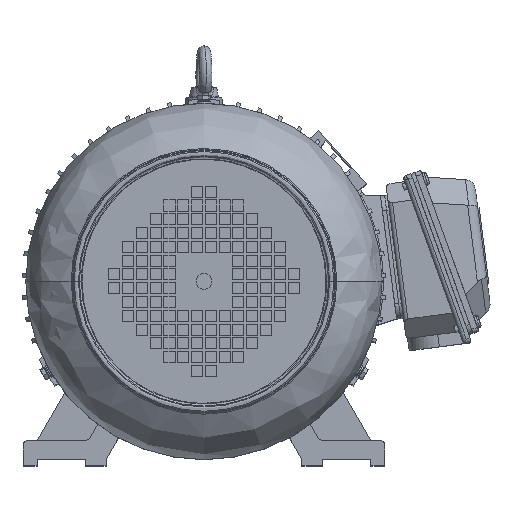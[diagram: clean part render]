
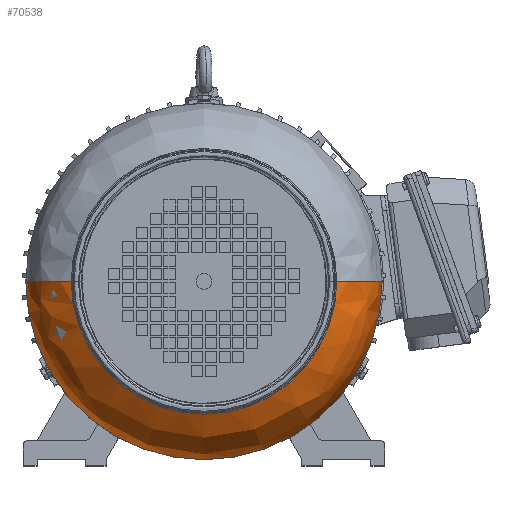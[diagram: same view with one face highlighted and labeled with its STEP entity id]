
A CAD part, top view. The second image highlights one B-rep face of the part: STEP entity #70538.
In plain terms, the highlighted free-form (B-spline) face has degree [3, 3] with [4, 4] control points.
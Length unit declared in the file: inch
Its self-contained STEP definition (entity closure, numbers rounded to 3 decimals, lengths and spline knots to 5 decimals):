
#2772 = ORIENTED_EDGE ( 'NONE', *, *, #48655, .F. ) ;
#4673 = CARTESIAN_POINT ( 'NONE',  ( 0.58742, 0.92337, 6.98661 ) ) ;
#6952 = CARTESIAN_POINT ( 'NONE',  ( -7.08111, 0.92337, 8.56032 ) ) ;
#7621 = CARTESIAN_POINT ( 'NONE',  ( -7.57006, -9.24986, 6.98661 ) ) ;
#7924 = CIRCLE ( 'NONE', #79550, 2.01575 ) ;
#9584 = CARTESIAN_POINT ( 'NONE',  ( -6.27539, 0.92337, 8.86897 ) ) ;
#10507 = DIRECTION ( 'NONE',  ( 0., 1., 0. ) ) ;
#13095 = FACE_OUTER_BOUND ( 'NONE', #71194, .T. ) ;
#14683 = CARTESIAN_POINT ( 'NONE',  ( 1.3085, -6.66051, 8.86897 ) ) ;
#15005 = CARTESIAN_POINT ( 'NONE',  ( -7.08111, -8.27196, 8.56032 ) ) ;
#18520 = ORIENTED_EDGE ( 'NONE', *, *, #73581, .F. ) ;
#18893 = CARTESIAN_POINT ( 'NONE',  ( -2.48345, 0.92337, 8.86897 ) ) ;
#23054 = CARTESIAN_POINT ( 'NONE',  ( -7.57006, 0.92337, 7.84942 ) ) ;
#28161 = VERTEX_POINT ( 'NONE', #57428 ) ;
#28960 = DIRECTION ( 'NONE',  ( -1., 0., 0. ) ) ;
#29131 = CARTESIAN_POINT ( 'NONE',  ( -6.27539, 0.92337, 8.86897 ) ) ;
#29785 = CARTESIAN_POINT ( 'NONE',  ( -7.57006, -9.24986, 7.84942 ) ) ;
#32681 = CARTESIAN_POINT ( 'NONE',  ( -5.55431, 0.92337, 6.98661 ) ) ;
#34269 = ORIENTED_EDGE ( 'NONE', *, *, #46938, .T. ) ;
#34755 = DIRECTION ( 'NONE',  ( 0., 0., -1. ) ) ;
#34762 = CIRCLE ( 'NONE', #52455, 2.01575 ) ;
#35090 = CARTESIAN_POINT ( 'NONE',  ( -2.48345, 0.92337, 6.98661 ) ) ;
#35214 = CIRCLE ( 'NONE', #86794, 5.08661 ) ;
#36695 = VERTEX_POINT ( 'NONE', #43402 ) ;
#36814 = CARTESIAN_POINT ( 'NONE',  ( 2.60317, -9.24986, 6.98661 ) ) ;
#43402 = CARTESIAN_POINT ( 'NONE',  ( 2.60317, 0.92337, 6.98661 ) ) ;
#45236 = CARTESIAN_POINT ( 'NONE',  ( 2.11422, 0.92337, 8.56032 ) ) ;
#46938 = EDGE_CURVE ( 'NONE', #98274, #71414, #48542, .T. ) ;
#47600 = EDGE_CURVE ( 'NONE', #36695, #98274, #34762, .T. ) ;
#48496 = DIRECTION ( 'NONE',  ( -1., 0., 0. ) ) ;
#48542 = CIRCLE ( 'NONE', #92971, 3.79194 ) ;
#48655 = EDGE_CURVE ( 'NONE', #28161, #71414, #7924, .T. ) ;
#51847 = DIRECTION ( 'NONE',  ( 0., 0., -1. ) ) ;
#52455 = AXIS2_PLACEMENT_3D ( 'NONE', #4673, #73229, #97140 ) ;
#53349 = CARTESIAN_POINT ( 'NONE',  ( -6.27539, -6.66051, 8.86897 ) ) ;
#57428 = CARTESIAN_POINT ( 'NONE',  ( -7.57006, 0.92337, 6.98661 ) ) ;
#60069 = CARTESIAN_POINT ( 'NONE',  ( 1.3085, 0.92337, 8.86897 ) ) ;
#61052 = CARTESIAN_POINT ( 'NONE',  ( -7.57006, 0.92337, 6.98661 ) ) ;
#67999 =( BOUNDED_SURFACE ( )  B_SPLINE_SURFACE ( 3, 3, ( 
 ( #75815, #36814, #7621, #61052 ),
 ( #76472, #82923, #29785, #23054 ),
 ( #45236, #99434, #15005, #6952 ),
 ( #60069, #14683, #53349, #29131 ) ),
 .UNSPECIFIED., .F., .F., .F. ) 
 B_SPLINE_SURFACE_WITH_KNOTS ( ( 4, 4 ),
 ( 4, 4 ),
 ( 0., 1. ),
 ( 0., 1. ),
 .UNSPECIFIED. ) 
 GEOMETRIC_REPRESENTATION_ITEM ( )  RATIONAL_B_SPLINE_SURFACE ( (
 ( 1., 0.333, 0.333, 1.),
 ( 0.883, 0.294, 0.294, 0.883),
 ( 0.883, 0.294, 0.294, 0.883),
 ( 1., 0.333, 0.333, 1.) ) ) 
 REPRESENTATION_ITEM ( '' )  SURFACE ( )  );
#70538 = ADVANCED_FACE ( 'NONE', ( #13095 ), #67999, .T. ) ;
#71194 = EDGE_LOOP ( 'NONE', ( #18520, #78304, #34269, #2772 ) ) ;
#71414 = VERTEX_POINT ( 'NONE', #9584 ) ;
#73125 = DIRECTION ( 'NONE',  ( -1., 0., 0. ) ) ;
#73229 = DIRECTION ( 'NONE',  ( 0., -1., 0. ) ) ;
#73581 = EDGE_CURVE ( 'NONE', #36695, #28161, #35214, .T. ) ;
#73762 = CARTESIAN_POINT ( 'NONE',  ( 1.3085, 0.92337, 8.86897 ) ) ;
#75815 = CARTESIAN_POINT ( 'NONE',  ( 2.60317, 0.92337, 6.98661 ) ) ;
#76472 = CARTESIAN_POINT ( 'NONE',  ( 2.60317, 0.92337, 7.84942 ) ) ;
#78304 = ORIENTED_EDGE ( 'NONE', *, *, #47600, .T. ) ;
#79550 = AXIS2_PLACEMENT_3D ( 'NONE', #32681, #10507, #48496 ) ;
#82923 = CARTESIAN_POINT ( 'NONE',  ( 2.60317, -9.24986, 7.84942 ) ) ;
#86794 = AXIS2_PLACEMENT_3D ( 'NONE', #35090, #34755, #73125 ) ;
#92971 = AXIS2_PLACEMENT_3D ( 'NONE', #18893, #51847, #28960 ) ;
#97140 = DIRECTION ( 'NONE',  ( 1., 0., 0. ) ) ;
#98274 = VERTEX_POINT ( 'NONE', #73762 ) ;
#99434 = CARTESIAN_POINT ( 'NONE',  ( 2.11422, -8.27196, 8.56032 ) ) ;
